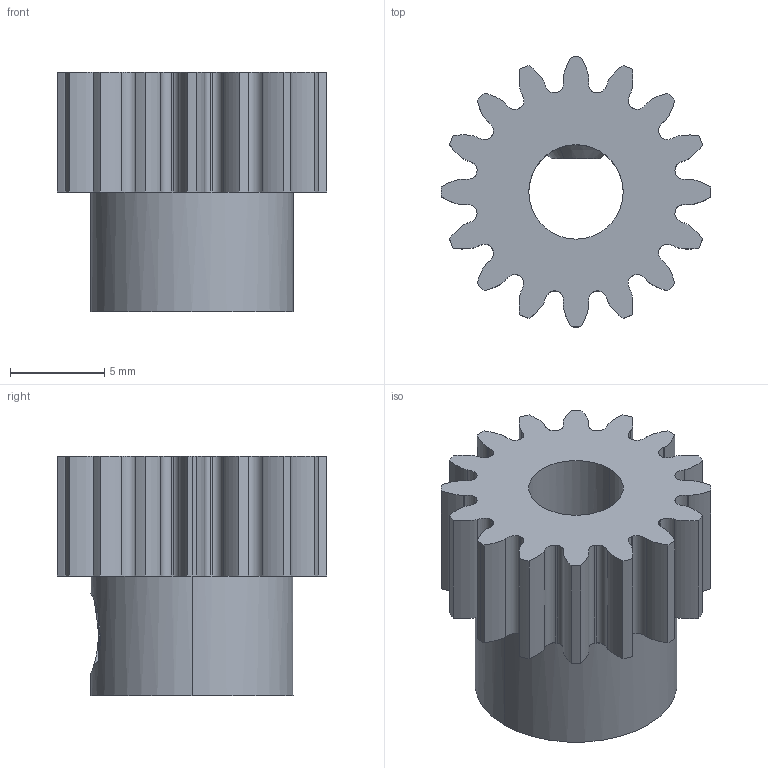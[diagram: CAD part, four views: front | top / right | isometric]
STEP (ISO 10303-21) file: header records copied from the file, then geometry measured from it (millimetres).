
FILE_DESCRIPTION (( 'STEP AP203' ), '1' );
FILE_NAME ('615342 assembly.STEP', '2016-10-04T20:29:05', ( '' ), ( '' ), 'SwSTEP 2.0', 'SolidWorks 2014', '' );
FILE_SCHEMA (( 'CONFIG_CONTROL_DESIGN' ));
Length unit declared in the file: inch
Products named in the file (3): 615342_Gear Blank; 615342 assembly; 632134_91375A436
Assembly tree (2 placements, depth 2):
  615342 assembly
    615342_Gear Blank
    632134_91375A436
Bounding box: 14.29 x 14.29 x 12.7 mm (x, y, z)
Volume: 1097.6 mm3; surface area: 1250.5 mm2
Topology: 2 solids, 2 shells, 216 faces, 610 edges, 397 vertices
Faces by surface type: bspline 79, plane 63, cylinder 58, cone 16
Entity records: 20114 total; most frequent: CARTESIAN_POINT 14992, ORIENTED_EDGE 1212, DIRECTION 722, EDGE_CURVE 606, VERTEX_POINT 397, VECTOR 250, LINE 250, AXIS2_PLACEMENT_3D 236
